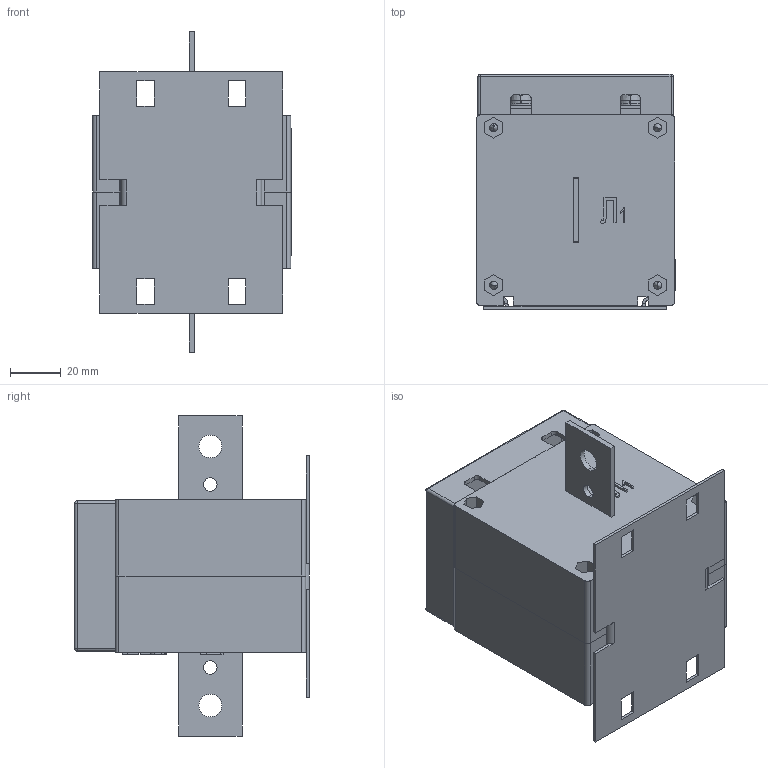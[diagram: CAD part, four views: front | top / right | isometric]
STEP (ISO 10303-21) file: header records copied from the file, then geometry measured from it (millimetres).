
FILE_DESCRIPTION (( 'STEP AP214' ), '1' );
FILE_NAME ('ﾒ-0,66-1.STEP', '2023-07-26T05:12:30', ( '' ), ( '' ), 'SwSTEP 2.0', 'SolidWorks 2014', '' );
FILE_SCHEMA (( 'AUTOMOTIVE_DESIGN' ));
Length unit declared in the file: millimetre
Products named in the file (46): ÂÅÈÓ.754312.152 Òàáëè÷êà ïðåäñòàâèòåëüíàÿ; ﾘ琺矜 5.65ﾃ.019 ﾃﾎﾑﾒ 6402-70; 妈眚 󊅠.58.019 梦岩17473-80; Ãàéêà Ì4.5.019 ÃÎÑÒ5915-70; Øóðóï 2-4õ20.019 ÃÎÑÒ 1144-80; ﾘ琺矜 5.01.019 ﾃﾎﾑﾒ11371-78; 妈眚 󊙅0.58.019 梦岩17473-80; ÂÅÈÓ.685412.034 Ìàãíèòîïðîâîä ñ îáìîòêîé_01; ÂÅÈÓ.757249.004 Ïëàñòèíà êîíòàêòíàÿ; ÂÅÈÓ.323293.013 Êðûøêà çàùèòíàÿ; ÂÅÈÓ.323293.013 Êðûøêà çàùèòíàÿ_-01; 屡扔.757461.018 袜觐礤黜桕; 屡扔.741134.005 想囗赅; 屡扔.757461.018 袜觐礤黜桕_-02; 屡扔.711214.003 噪囗弼_-01; 屡扔.711214.003 噪囗弼; ÂÅÈÓ.686171.014 Ïîëóêîðïóñ Ë1 âàð À; ÂÅÈÓ.686171.013 Ïîëóêîðïóñ Ë2 âàð À_‘ ª«¥¬­®© ª®«®¤ª®©; ÂÅÈÓ.686171.013 Ïîëóêîðïóñ Ë2 âàð À; ﾒ-0,66-1; 屡扔.754312.158 亦犭梓赅
Assembly tree (30 placements, depth 3):
  ﾘ琺矜 5.65ﾃ.019 ﾃﾎﾑﾒ 6402-70
  ﾘ琺矜 5.65ﾃ.019 ﾃﾎﾑﾒ 6402-70
  ÂÅÈÓ.754312.152 Òàáëè÷êà ïðåäñòàâèòåëüíàÿ
  ﾘ琺矜 5.65ﾃ.019 ﾃﾎﾑﾒ 6402-70
  ﾘ琺矜 5.65ﾃ.019 ﾃﾎﾑﾒ 6402-70
Bounding box: 78.3 x 92.5 x 126 mm (x, y, z)
Volume: 121022.8 mm3; surface area: 118368 mm2
Topology: 29 solids, 29 shells, 1090 faces, 2830 edges, 1817 vertices
Faces by surface type: plane 710, cylinder 247, cone 60, bspline 28, torus 27, sphere 18
Entity records: 28388 total; most frequent: CARTESIAN_POINT 6454, ORIENTED_EDGE 4360, DIRECTION 4197, EDGE_CURVE 2180, LINE 1609, VECTOR 1609, VERTEX_POINT 1409, AXIS2_PLACEMENT_3D 1294
